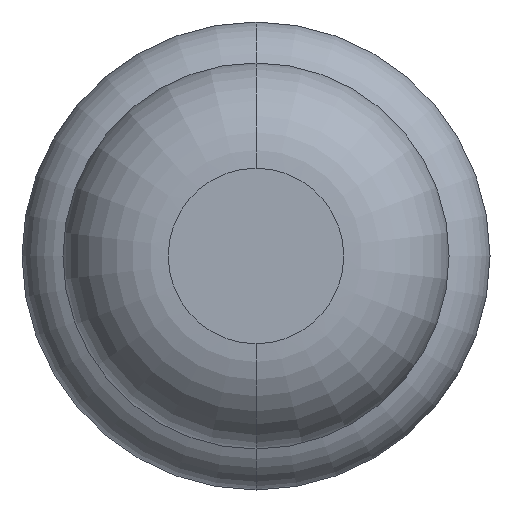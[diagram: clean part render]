
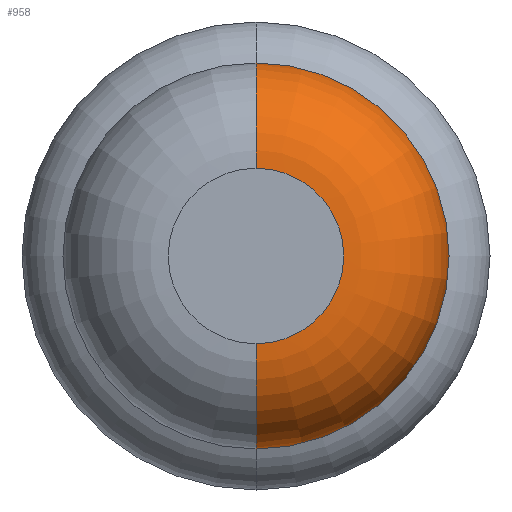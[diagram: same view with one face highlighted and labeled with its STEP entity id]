
A CAD part, front view. The second image highlights one B-rep face of the part: STEP entity #958.
In plain terms, the highlighted toroidal (fillet/blend) face has major radius 0.375 mm and minor radius 0.45 mm.
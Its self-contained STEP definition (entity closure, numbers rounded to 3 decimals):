
#188 = AXIS2_PLACEMENT_3D ( 'NONE', #3272, #279, #263 ) ;
#254 = AXIS2_PLACEMENT_3D ( 'NONE', #713, #3151, #1471 ) ;
#263 = DIRECTION ( 'NONE',  ( 0., 0., -1. ) ) ;
#279 = DIRECTION ( 'NONE',  ( 1., 0., 0. ) ) ;
#395 = DIRECTION ( 'NONE',  ( 0., 1., 0. ) ) ;
#584 = DIRECTION ( 'NONE',  ( -1., 0., 0. ) ) ;
#713 = CARTESIAN_POINT ( 'NONE',  ( 0., -24., 0. ) ) ;
#752 = CIRCLE ( 'NONE', #2873, 0.45 ) ;
#753 = EDGE_CURVE ( 'NONE', #3743, #4093, #2681, .T. ) ;
#958 = ADVANCED_FACE ( 'Defeature ausgef�hrt1_6', ( #1060 ), #4216, .T. ) ;
#983 = DIRECTION ( 'NONE',  ( 0., 1., 0. ) ) ;
#1021 = CARTESIAN_POINT ( 'NONE',  ( 0., -23.55, -0.825 ) ) ;
#1043 = CARTESIAN_POINT ( 'NONE',  ( 0., -23.55, 0. ) ) ;
#1048 = EDGE_CURVE ( 'NONE', #1335, #2988, #752, .T. ) ;
#1060 = FACE_OUTER_BOUND ( 'NONE', #3001, .T. ) ;
#1153 = CARTESIAN_POINT ( 'NONE',  ( 0., -24., -0.375 ) ) ;
#1326 = EDGE_CURVE ( 'Defeature ausgef�hrt1_6+Defeature ausgef�hrt1_5+Defeature ausgef�hrt1_5+Defeature ausgef�hrt1_5', #1335, #3743, #3102, .T. ) ;
#1335 = VERTEX_POINT ( 'NONE', #4144 ) ;
#1471 = DIRECTION ( 'NONE',  ( 0., 0., 1. ) ) ;
#1853 = ORIENTED_EDGE ( 'NONE', *, *, #1987, .F. ) ;
#1934 = DIRECTION ( 'NONE',  ( 0., 0., 1. ) ) ;
#1987 = EDGE_CURVE ( 'Defeature ausgef�hrt1_7+Defeature ausgef�hrt1_6+Defeature ausgef�hrt1_6+Defeature ausgef�hrt1_6', #2988, #4093, #3732, .T. ) ;
#2654 = AXIS2_PLACEMENT_3D ( 'NONE', #1043, #395, #3085 ) ;
#2681 = CIRCLE ( 'NONE', #188, 0.45 ) ;
#2696 = ORIENTED_EDGE ( 'NONE', *, *, #1048, .F. ) ;
#2862 = AXIS2_PLACEMENT_3D ( 'NONE', #3991, #983, #1934 ) ;
#2873 = AXIS2_PLACEMENT_3D ( 'NONE', #4247, #584, #3634 ) ;
#2938 = ORIENTED_EDGE ( 'NONE', *, *, #1326, .T. ) ;
#2988 = VERTEX_POINT ( 'NONE', #4080 ) ;
#3001 = EDGE_LOOP ( 'NONE', ( #2938, #3025, #1853, #2696 ) ) ;
#3025 = ORIENTED_EDGE ( 'NONE', *, *, #753, .T. ) ;
#3085 = DIRECTION ( 'NONE',  ( 0., 0., 1. ) ) ;
#3102 = CIRCLE ( 'NONE', #254, 0.375 ) ;
#3151 = DIRECTION ( 'NONE',  ( 0., 1., 0. ) ) ;
#3272 = CARTESIAN_POINT ( 'NONE',  ( 0., -23.55, -0.375 ) ) ;
#3634 = DIRECTION ( 'NONE',  ( 0., 0., 1. ) ) ;
#3732 = CIRCLE ( 'NONE', #2862, 0.825 ) ;
#3743 = VERTEX_POINT ( 'NONE', #1153 ) ;
#3991 = CARTESIAN_POINT ( 'NONE',  ( 0., -23.55, 0. ) ) ;
#4080 = CARTESIAN_POINT ( 'NONE',  ( 0., -23.55, 0.825 ) ) ;
#4093 = VERTEX_POINT ( 'NONE', #1021 ) ;
#4144 = CARTESIAN_POINT ( 'NONE',  ( 0., -24., 0.375 ) ) ;
#4216 = TOROIDAL_SURFACE ( 'NONE', #2654, 0.375, 0.45 ) ;
#4247 = CARTESIAN_POINT ( 'NONE',  ( 0., -23.55, 0.375 ) ) ;
